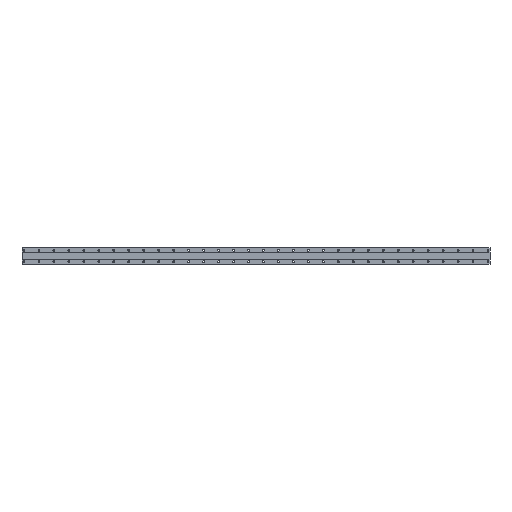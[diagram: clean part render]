
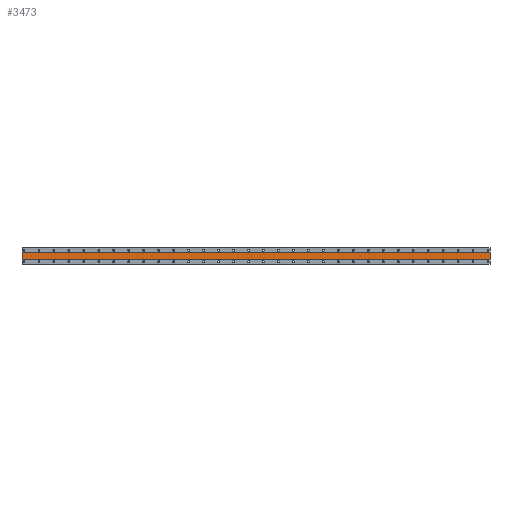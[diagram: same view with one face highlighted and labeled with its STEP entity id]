
A CAD part, front view. The second image highlights one B-rep face of the part: STEP entity #3473.
In plain terms, the highlighted planar face has unit normal (0, -1, 0).
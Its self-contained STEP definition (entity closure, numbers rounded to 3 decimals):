
#58 = CARTESIAN_POINT ( 'NONE',  ( 2490., 1., 20. ) ) ;
#173 = CARTESIAN_POINT ( 'NONE',  ( 2490., 1., 20. ) ) ;
#267 = CARTESIAN_POINT ( 'NONE',  ( -10., 1., 20. ) ) ;
#857 = CARTESIAN_POINT ( 'NONE',  ( -10., 1., 20. ) ) ;
#1038 = ORIENTED_EDGE ( 'NONE', *, *, #9585, .F. ) ;
#1132 = VERTEX_POINT ( 'NONE', #9778 ) ;
#1657 = EDGE_LOOP ( 'NONE', ( #6554, #8029, #5628, #1038 ) ) ;
#1940 = PLANE ( 'NONE',  #8919 ) ;
#2046 = EDGE_CURVE ( 'NONE', #1132, #10325, #2785, .T. ) ;
#2462 = EDGE_CURVE ( 'NONE', #3370, #8909, #5074, .T. ) ;
#2516 = DIRECTION ( 'NONE',  ( 0., 0., -1. ) ) ;
#2785 = LINE ( 'NONE', #10499, #3912 ) ;
#2836 = DIRECTION ( 'NONE',  ( -1., 0., 0. ) ) ;
#3359 = VECTOR ( 'NONE', #10934, 1000. ) ;
#3370 = VERTEX_POINT ( 'NONE', #267 ) ;
#3473 = ADVANCED_FACE ( 'NONE', ( #3638 ), #1940, .F. ) ;
#3638 = FACE_OUTER_BOUND ( 'NONE', #1657, .T. ) ;
#3912 = VECTOR ( 'NONE', #2836, 1000. ) ;
#5074 = LINE ( 'NONE', #58, #6937 ) ;
#5628 = ORIENTED_EDGE ( 'NONE', *, *, #2462, .F. ) ;
#5763 = LINE ( 'NONE', #857, #3359 ) ;
#6018 = DIRECTION ( 'NONE',  ( 0., 1., 0. ) ) ;
#6554 = ORIENTED_EDGE ( 'NONE', *, *, #2046, .F. ) ;
#6804 = CARTESIAN_POINT ( 'NONE',  ( 2490., 1., 20. ) ) ;
#6937 = VECTOR ( 'NONE', #7706, 1000. ) ;
#7138 = EDGE_CURVE ( 'NONE', #8909, #1132, #10157, .T. ) ;
#7706 = DIRECTION ( 'NONE',  ( 1., 0., 0. ) ) ;
#7765 = VECTOR ( 'NONE', #2516, 1000. ) ;
#7872 = DIRECTION ( 'NONE',  ( 0., 0., 1. ) ) ;
#8029 = ORIENTED_EDGE ( 'NONE', *, *, #7138, .F. ) ;
#8580 = CARTESIAN_POINT ( 'NONE',  ( 2490., 1., 20. ) ) ;
#8909 = VERTEX_POINT ( 'NONE', #173 ) ;
#8919 = AXIS2_PLACEMENT_3D ( 'NONE', #6804, #6018, #7872 ) ;
#9585 = EDGE_CURVE ( 'NONE', #10325, #3370, #5763, .T. ) ;
#9778 = CARTESIAN_POINT ( 'NONE',  ( 2490., 1., -20. ) ) ;
#10157 = LINE ( 'NONE', #8580, #7765 ) ;
#10325 = VERTEX_POINT ( 'NONE', #11004 ) ;
#10499 = CARTESIAN_POINT ( 'NONE',  ( 2490., 1., -20. ) ) ;
#10934 = DIRECTION ( 'NONE',  ( 0., 0., 1. ) ) ;
#11004 = CARTESIAN_POINT ( 'NONE',  ( -10., 1., -20. ) ) ;
